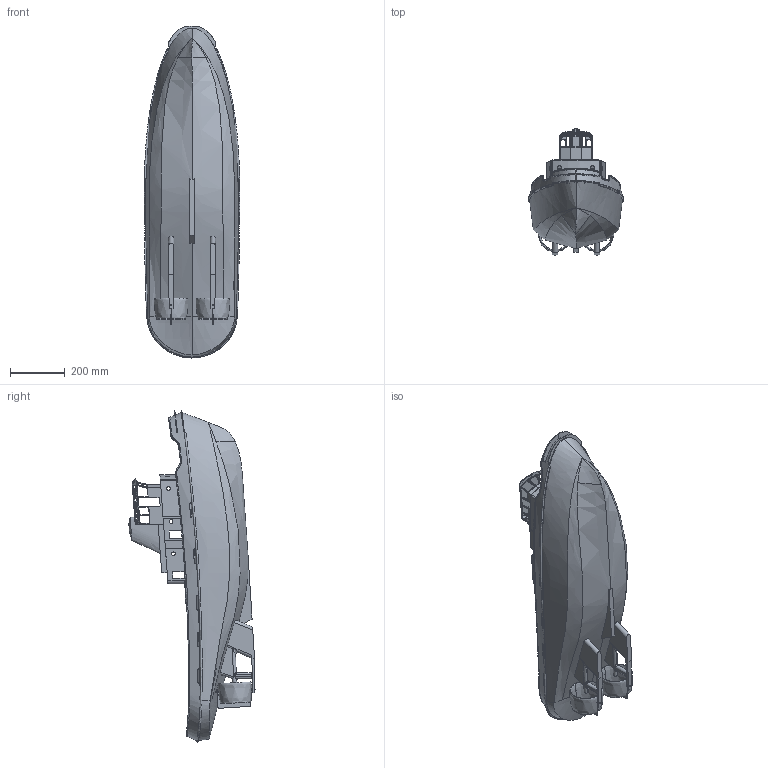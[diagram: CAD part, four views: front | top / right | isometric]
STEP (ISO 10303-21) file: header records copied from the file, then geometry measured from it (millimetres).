
FILE_DESCRIPTION (( 'STEP AP214' ), '1' );
FILE_NAME ('Yarra Hull.STEP', '2016-02-09T09:11:18', ( '' ), ( '' ), 'SwSTEP 2.0', 'SolidWorks 2014', '' );
FILE_SCHEMA (( 'AUTOMOTIVE_DESIGN' ));
Length unit declared in the file: millimetre
Products named in the file (1): Yarra Hull
Bounding box: 347.94 x 460.08 x 1211.78 mm (x, y, z)
Volume: 5407010.9 mm3; surface area: 2850892.9 mm2
Topology: 14 solids, 15 shells, 1059 faces, 2940 edges, 1932 vertices
Faces by surface type: plane 449, cylinder 362, bspline 244, cone 4
Entity records: 115709 total; most frequent: CARTESIAN_POINT 90395, ORIENTED_EDGE 5868, DIRECTION 4291, EDGE_CURVE 2934, VERTEX_POINT 1932, AXIS2_PLACEMENT_3D 1451, LINE 1389, VECTOR 1389
